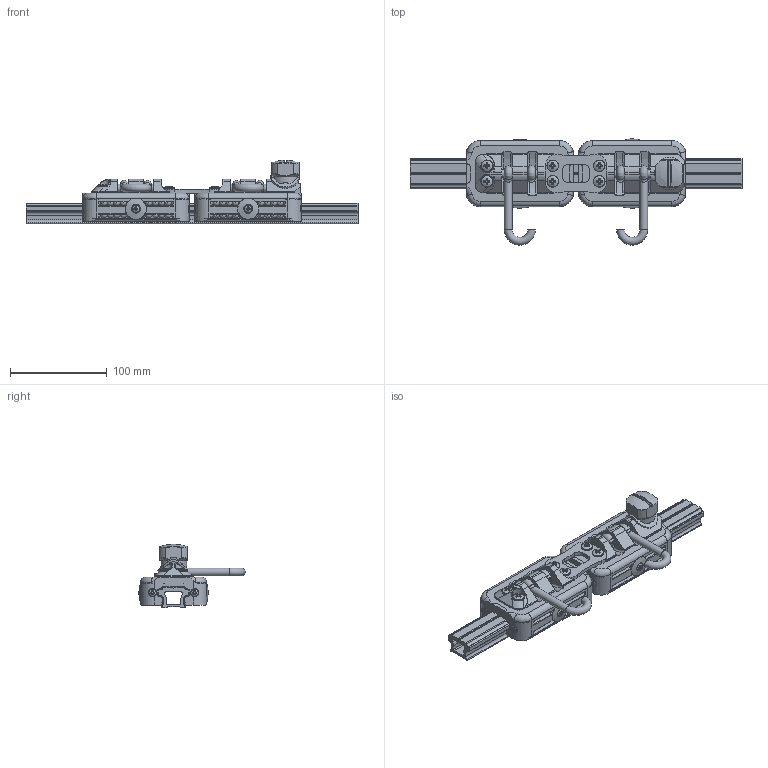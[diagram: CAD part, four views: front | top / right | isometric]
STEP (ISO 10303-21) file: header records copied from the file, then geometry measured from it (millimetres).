
FILE_DESCRIPTION(/* description */ (''),/* implementation_level */ '2;1');
FILE_NAME(/* name */ '4118.stp',/* time_stamp */ '2016-07-28T11:45:28+02:00',/* author */ ('gianni'),/* organization */ (''),/* preprocessor_version */ 'ST-DEVELOPER v16.1',/* originating_system */ 'Autodesk Inventor 2016',/* authorisation */ '');
FILE_SCHEMA (('AUTOMOTIVE_DESIGN { 1 0 10303 214 3 1 1 }'));
Length unit declared in the file: millimetre
Products named in the file (1): 4118
Bounding box: 343 x 109.91 x 65.66 mm (x, y, z)
Volume: 475288.7 mm3; surface area: 127182.8 mm2
Topology: 3 solids, 5 shells, 1562 faces, 4583 edges, 2926 vertices
Faces by surface type: plane 714, cylinder 403, cone 182, sphere 132, torus 89, bspline 42
Full cylindrical faces by diameter (mm): 5 x2, 8 x6, 8.2 x4, 8.5 x16, 12 x6, 17 x4, 23 x1
Entity records: 53501 total; most frequent: CARTESIAN_POINT 13724, ORIENTED_EDGE 8570, DIRECTION 8255, EDGE_CURVE 4275, AXIS2_PLACEMENT_3D 3131, VERTEX_POINT 2798, LINE 1993, VECTOR 1993
